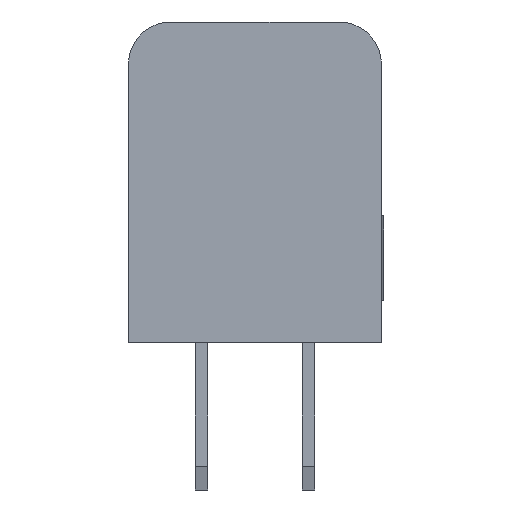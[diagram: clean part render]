
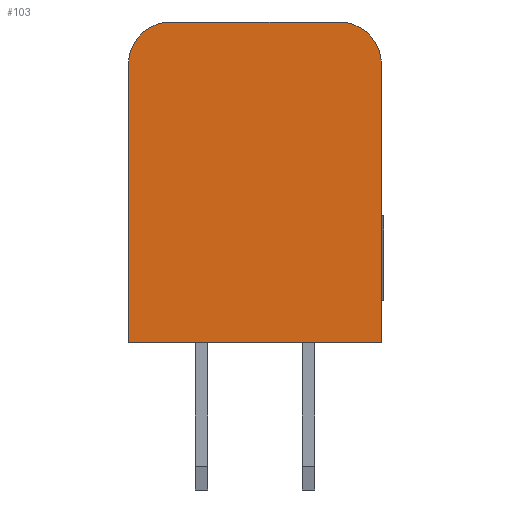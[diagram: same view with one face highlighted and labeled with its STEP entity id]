
A CAD part, left-side view. The second image highlights one B-rep face of the part: STEP entity #103.
In plain terms, the highlighted planar face has unit normal (-1, 0, 0).
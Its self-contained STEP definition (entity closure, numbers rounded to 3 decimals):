
#103=ADVANCED_FACE('',(#2905),#2907,.T.);
#2905=FACE_BOUND('',#2906,.T.);
#2906=EDGE_LOOP('',(#5180,#5181,#5182,#5183,#5184,#5185));
#2907=PLANE('',#2908);
#2908=AXIS2_PLACEMENT_3D('',#2909,#2910,#2911);
#2909=CARTESIAN_POINT('',(-3.82,0.,0.));
#2910=DIRECTION('',(-1.,0.,0.));
#2911=DIRECTION('',(0.,0.,1.));
#5180=ORIENTED_EDGE('',*,*,#6775,.F.);
#5181=ORIENTED_EDGE('',*,*,#6776,.T.);
#5182=ORIENTED_EDGE('',*,*,#6777,.T.);
#5183=ORIENTED_EDGE('',*,*,#6743,.T.);
#5184=ORIENTED_EDGE('',*,*,#6774,.F.);
#5185=ORIENTED_EDGE('',*,*,#6778,.T.);
#6743=EDGE_CURVE('',#7546,#7544,#7547,.T.);
#6774=EDGE_CURVE('',#7602,#7544,#7604,.F.);
#6775=EDGE_CURVE('',#7605,#7606,#7607,.F.);
#6776=EDGE_CURVE('',#7605,#7608,#7609,.T.);
#6777=EDGE_CURVE('',#7608,#7546,#7610,.T.);
#6778=EDGE_CURVE('',#7602,#7606,#7611,.T.);
#7544=VERTEX_POINT('',#8879);
#7546=VERTEX_POINT('',#8883);
#7547=LINE('',#8884,#8885);
#7602=VERTEX_POINT('',#9014);
#7604=CIRCLE('',#9018,1.);
#7605=VERTEX_POINT('',#9022);
#7606=VERTEX_POINT('',#9023);
#7607=CIRCLE('',#9024,1.);
#7608=VERTEX_POINT('',#9028);
#7609=LINE('',#9029,#9030);
#7610=LINE('',#9032,#9033);
#7611=LINE('',#9035,#9036);
#8879=CARTESIAN_POINT('',(-3.82,-1.73,6.6));
#8883=CARTESIAN_POINT('',(-3.82,-1.73,0.));
#8884=CARTESIAN_POINT('',(-3.82,-1.73,0.));
#8885=VECTOR('',#8886,1.);
#8886=DIRECTION('',(0.,0.,1.));
#9014=CARTESIAN_POINT('',(-3.82,-0.73,7.6));
#9018=AXIS2_PLACEMENT_3D('',#9019,#9020,#9021);
#9019=CARTESIAN_POINT('',(-3.82,-0.73,6.6));
#9020=DIRECTION('',(-1.,0.,0.));
#9021=DIRECTION('',(0.,-1.,0.));
#9022=CARTESIAN_POINT('',(-3.82,4.27,6.6));
#9023=CARTESIAN_POINT('',(-3.82,3.27,7.6));
#9024=AXIS2_PLACEMENT_3D('',#9025,#9026,#9027);
#9025=CARTESIAN_POINT('',(-3.82,3.27,6.6));
#9026=DIRECTION('',(-1.,0.,0.));
#9027=DIRECTION('',(0.,0.,1.));
#9028=CARTESIAN_POINT('',(-3.82,4.27,0.));
#9029=CARTESIAN_POINT('',(-3.82,4.27,6.6));
#9030=VECTOR('',#9031,1.);
#9031=DIRECTION('',(0.,0.,-1.));
#9032=CARTESIAN_POINT('',(-3.82,4.27,0.));
#9033=VECTOR('',#9034,1.);
#9034=DIRECTION('',(0.,-1.,0.));
#9035=CARTESIAN_POINT('',(-3.82,-0.73,7.6));
#9036=VECTOR('',#9037,1.);
#9037=DIRECTION('',(0.,1.,0.));
